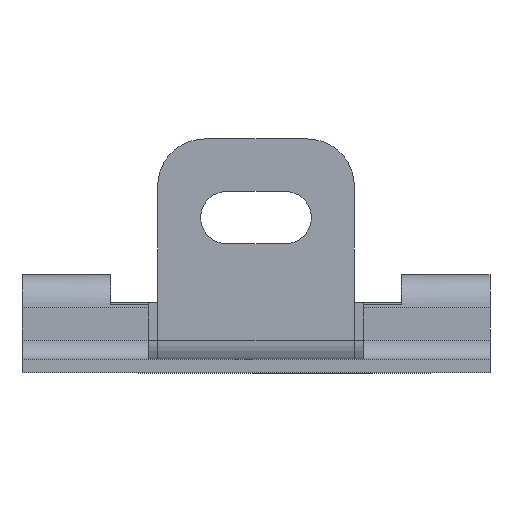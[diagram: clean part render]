
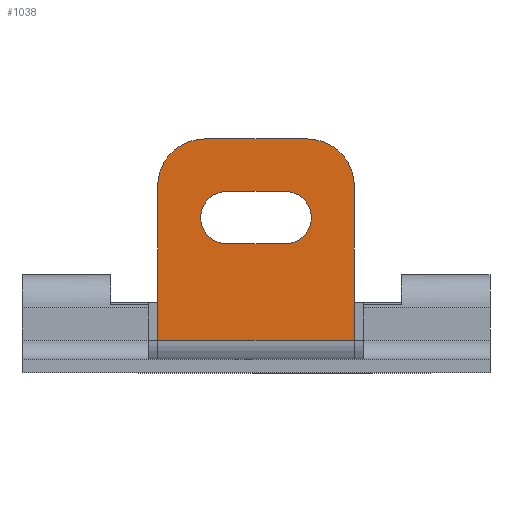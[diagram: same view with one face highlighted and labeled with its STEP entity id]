
A CAD part, front view. The second image highlights one B-rep face of the part: STEP entity #1038.
In plain terms, the highlighted planar face has unit normal (0, -1, 0).
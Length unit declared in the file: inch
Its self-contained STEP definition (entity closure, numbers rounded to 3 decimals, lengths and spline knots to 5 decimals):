
#4 = CARTESIAN_POINT ( 'NONE',  ( 0.275, -5.72485, 1. ) ) ;
#40 = DIRECTION ( 'NONE',  ( 0., 0., 1. ) ) ;
#44 = ORIENTED_EDGE ( 'NONE', *, *, #1919, .T. ) ;
#66 = VECTOR ( 'NONE', #654, 39.37008 ) ;
#128 = ORIENTED_EDGE ( 'NONE', *, *, #400, .T. ) ;
#169 = DIRECTION ( 'NONE',  ( -1., 0., 0. ) ) ;
#179 = ORIENTED_EDGE ( 'NONE', *, *, #2088, .T. ) ;
#187 = CARTESIAN_POINT ( 'NONE',  ( -0.275, -5.72485, 1. ) ) ;
#194 = LINE ( 'NONE', #2808, #713 ) ;
#195 = CIRCLE ( 'NONE', #1803, 0.14 ) ;
#226 = LINE ( 'NONE', #271, #66 ) ;
#262 = EDGE_CURVE ( 'NONE', #1226, #1966, #195, .T. ) ;
#271 = CARTESIAN_POINT ( 'NONE',  ( -0.525, -5.72485, 0. ) ) ;
#296 = VERTEX_POINT ( 'NONE', #1347 ) ;
#400 = EDGE_CURVE ( 'NONE', #1966, #877, #1860, .T. ) ;
#442 = LINE ( 'NONE', #2396, #2173 ) ;
#462 = FACE_OUTER_BOUND ( 'NONE', #1089, .T. ) ;
#490 = DIRECTION ( 'NONE',  ( 0., 0., 1. ) ) ;
#519 = AXIS2_PLACEMENT_3D ( 'NONE', #187, #1216, #1492 ) ;
#569 = VECTOR ( 'NONE', #2452, 39.37008 ) ;
#635 = EDGE_CURVE ( 'NONE', #1261, #2767, #226, .T. ) ;
#654 = DIRECTION ( 'NONE',  ( 0., 0., -1. ) ) ;
#713 = VECTOR ( 'NONE', #169, 39.37008 ) ;
#819 = DIRECTION ( 'NONE',  ( -1., 0., 0. ) ) ;
#835 = ORIENTED_EDGE ( 'NONE', *, *, #2482, .T. ) ;
#856 = VERTEX_POINT ( 'NONE', #1218 ) ;
#868 = DIRECTION ( 'NONE',  ( 0., 0., 1. ) ) ;
#877 = VERTEX_POINT ( 'NONE', #2122 ) ;
#883 = ORIENTED_EDGE ( 'NONE', *, *, #1183, .T. ) ;
#1038 = ADVANCED_FACE ( 'NONE', ( #2419, #462 ), #2207, .F. ) ;
#1044 = LINE ( 'NONE', #1243, #2078 ) ;
#1089 = EDGE_LOOP ( 'NONE', ( #1772, #883, #2102, #2183, #179, #1224 ) ) ;
#1091 = CARTESIAN_POINT ( 'NONE',  ( 0.1555, -5.72485, 0.8297 ) ) ;
#1183 = EDGE_CURVE ( 'NONE', #296, #1261, #1714, .T. ) ;
#1187 = VERTEX_POINT ( 'NONE', #1473 ) ;
#1216 = DIRECTION ( 'NONE',  ( 0., -1., 0. ) ) ;
#1218 = CARTESIAN_POINT ( 'NONE',  ( 0.525, -5.72485, 0.1747 ) ) ;
#1224 = ORIENTED_EDGE ( 'NONE', *, *, #1344, .T. ) ;
#1226 = VERTEX_POINT ( 'NONE', #2312 ) ;
#1243 = CARTESIAN_POINT ( 'NONE',  ( 0., -5.72485, 0.6897 ) ) ;
#1261 = VERTEX_POINT ( 'NONE', #1955 ) ;
#1303 = DIRECTION ( 'NONE',  ( 0., -1., 0. ) ) ;
#1314 = DIRECTION ( 'NONE',  ( -1., 0., 0. ) ) ;
#1331 = DIRECTION ( 'NONE',  ( 0., 1., 0. ) ) ;
#1336 = CARTESIAN_POINT ( 'NONE',  ( 0.525, -5.72485, 0. ) ) ;
#1344 = EDGE_CURVE ( 'NONE', #1990, #1187, #1666, .T. ) ;
#1347 = CARTESIAN_POINT ( 'NONE',  ( -0.275, -5.72485, 1.25 ) ) ;
#1423 = DIRECTION ( 'NONE',  ( 1., 0., 0. ) ) ;
#1473 = CARTESIAN_POINT ( 'NONE',  ( 0.275, -5.72485, 1.25 ) ) ;
#1478 = CARTESIAN_POINT ( 'NONE',  ( -0.1555, -5.72485, 0.9697 ) ) ;
#1492 = DIRECTION ( 'NONE',  ( 0., 0., 1. ) ) ;
#1509 = CARTESIAN_POINT ( 'NONE',  ( 0., -5.72485, 0. ) ) ;
#1513 = EDGE_CURVE ( 'NONE', #856, #2767, #194, .T. ) ;
#1529 = AXIS2_PLACEMENT_3D ( 'NONE', #1509, #2193, #868 ) ;
#1536 = CARTESIAN_POINT ( 'NONE',  ( -0.525, -5.72485, 0.1747 ) ) ;
#1558 = DIRECTION ( 'NONE',  ( 0., 1., 0. ) ) ;
#1593 = LINE ( 'NONE', #1336, #569 ) ;
#1610 = CARTESIAN_POINT ( 'NONE',  ( 0., -5.72485, 0.9697 ) ) ;
#1666 = CIRCLE ( 'NONE', #2480, 0.25 ) ;
#1714 = CIRCLE ( 'NONE', #519, 0.25 ) ;
#1772 = ORIENTED_EDGE ( 'NONE', *, *, #2815, .T. ) ;
#1803 = AXIS2_PLACEMENT_3D ( 'NONE', #2023, #1331, #490 ) ;
#1806 = VECTOR ( 'NONE', #1423, 39.37008 ) ;
#1860 = LINE ( 'NONE', #1610, #1806 ) ;
#1919 = EDGE_CURVE ( 'NONE', #2006, #1226, #1044, .T. ) ;
#1955 = CARTESIAN_POINT ( 'NONE',  ( -0.525, -5.72485, 1. ) ) ;
#1966 = VERTEX_POINT ( 'NONE', #1478 ) ;
#1968 = DIRECTION ( 'NONE',  ( 0., 0., 1. ) ) ;
#1990 = VERTEX_POINT ( 'NONE', #2123 ) ;
#2006 = VERTEX_POINT ( 'NONE', #2785 ) ;
#2023 = CARTESIAN_POINT ( 'NONE',  ( -0.1555, -5.72485, 0.8297 ) ) ;
#2078 = VECTOR ( 'NONE', #819, 39.37008 ) ;
#2088 = EDGE_CURVE ( 'NONE', #856, #1990, #1593, .T. ) ;
#2102 = ORIENTED_EDGE ( 'NONE', *, *, #635, .T. ) ;
#2116 = EDGE_LOOP ( 'NONE', ( #44, #2507, #128, #835 ) ) ;
#2122 = CARTESIAN_POINT ( 'NONE',  ( 0.1555, -5.72485, 0.9697 ) ) ;
#2123 = CARTESIAN_POINT ( 'NONE',  ( 0.525, -5.72485, 1. ) ) ;
#2173 = VECTOR ( 'NONE', #1314, 39.37008 ) ;
#2183 = ORIENTED_EDGE ( 'NONE', *, *, #1513, .F. ) ;
#2193 = DIRECTION ( 'NONE',  ( 0., 1., 0. ) ) ;
#2207 = PLANE ( 'NONE',  #1529 ) ;
#2312 = CARTESIAN_POINT ( 'NONE',  ( -0.1555, -5.72485, 0.6897 ) ) ;
#2351 = CIRCLE ( 'NONE', #2712, 0.14 ) ;
#2396 = CARTESIAN_POINT ( 'NONE',  ( 0., -5.72485, 1.25 ) ) ;
#2419 = FACE_BOUND ( 'NONE', #2116, .T. ) ;
#2452 = DIRECTION ( 'NONE',  ( 0., 0., 1. ) ) ;
#2480 = AXIS2_PLACEMENT_3D ( 'NONE', #4, #1303, #40 ) ;
#2482 = EDGE_CURVE ( 'NONE', #877, #2006, #2351, .T. ) ;
#2507 = ORIENTED_EDGE ( 'NONE', *, *, #262, .T. ) ;
#2712 = AXIS2_PLACEMENT_3D ( 'NONE', #1091, #1558, #1968 ) ;
#2767 = VERTEX_POINT ( 'NONE', #1536 ) ;
#2785 = CARTESIAN_POINT ( 'NONE',  ( 0.1555, -5.72485, 0.6897 ) ) ;
#2808 = CARTESIAN_POINT ( 'NONE',  ( -0.525, -5.72485, 0.1747 ) ) ;
#2815 = EDGE_CURVE ( 'NONE', #1187, #296, #442, .T. ) ;
